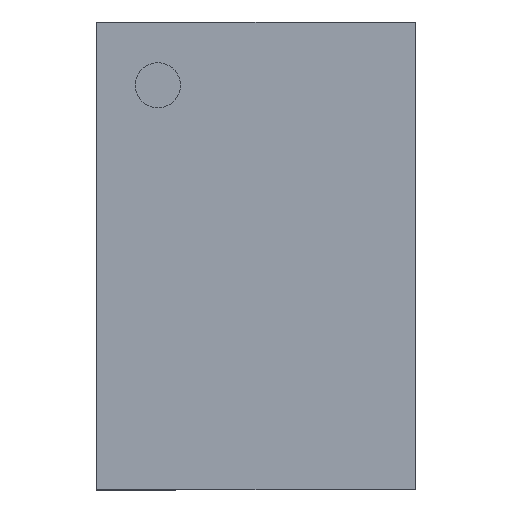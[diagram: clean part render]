
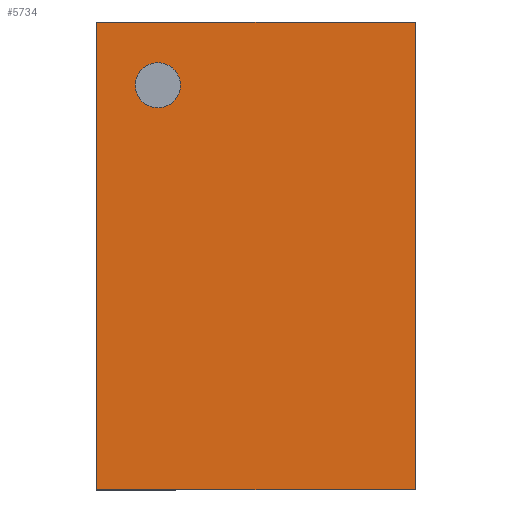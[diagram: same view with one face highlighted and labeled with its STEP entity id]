
A CAD part, top view. The second image highlights one B-rep face of the part: STEP entity #5734.
In plain terms, the highlighted planar face has unit normal (0, 0, 1).
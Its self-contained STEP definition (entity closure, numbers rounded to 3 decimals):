
#137 = VERTEX_POINT ( 'NONE', #11806 ) ;
#192 = EDGE_LOOP ( 'NONE', ( #7373, #644 ) ) ;
#212 = VERTEX_POINT ( 'NONE', #2805 ) ;
#333 = EDGE_CURVE ( 'NONE', #7546, #10728, #10759, .T. ) ;
#644 = ORIENTED_EDGE ( 'NONE', *, *, #1479, .F. ) ;
#704 = DIRECTION ( 'NONE',  ( 1., 0., 0. ) ) ;
#1479 = EDGE_CURVE ( 'NONE', #212, #2932, #4970, .T. ) ;
#2317 = ORIENTED_EDGE ( 'NONE', *, *, #4219, .T. ) ;
#2410 = DIRECTION ( 'NONE',  ( 0., 0., 1. ) ) ;
#2603 = DIRECTION ( 'NONE',  ( 0., -1., 0. ) ) ;
#2678 = LINE ( 'NONE', #11924, #11256 ) ;
#2721 = EDGE_CURVE ( 'NONE', #3482, #7546, #3444, .T. ) ;
#2805 = CARTESIAN_POINT ( 'NONE',  ( -0.283, 0.4, 0.401 ) ) ;
#2882 = CARTESIAN_POINT ( 'NONE',  ( 0.372, 0.548, 0.401 ) ) ;
#2932 = VERTEX_POINT ( 'NONE', #10669 ) ;
#2937 = ORIENTED_EDGE ( 'NONE', *, *, #2721, .T. ) ;
#3224 = AXIS2_PLACEMENT_3D ( 'NONE', #11713, #2410, #704 ) ;
#3263 = FACE_BOUND ( 'NONE', #192, .T. ) ;
#3444 = LINE ( 'NONE', #9019, #8941 ) ;
#3482 = VERTEX_POINT ( 'NONE', #2882 ) ;
#4219 = EDGE_CURVE ( 'NONE', #10728, #137, #2678, .T. ) ;
#4894 = ORIENTED_EDGE ( 'NONE', *, *, #9270, .T. ) ;
#4970 = CIRCLE ( 'NONE', #7871, 0.053 ) ;
#4990 = VECTOR ( 'NONE', #2603, 1000. ) ;
#5014 = CARTESIAN_POINT ( 'NONE',  ( -0.23, 0.4, 0.401 ) ) ;
#5378 = LINE ( 'NONE', #11896, #8891 ) ;
#5414 = CARTESIAN_POINT ( 'NONE',  ( -0.373, -0.547, 0.401 ) ) ;
#5734 = ADVANCED_FACE ( 'NONE', ( #3263, #10547 ), #6890, .T. ) ;
#6205 = DIRECTION ( 'NONE',  ( 1., 0., 0. ) ) ;
#6725 = CARTESIAN_POINT ( 'NONE',  ( -0.373, 0.547, 0.401 ) ) ;
#6890 = PLANE ( 'NONE',  #7138 ) ;
#6912 = DIRECTION ( 'NONE',  ( 1., 0., 0. ) ) ;
#7138 = AXIS2_PLACEMENT_3D ( 'NONE', #10104, #7289, #9067 ) ;
#7154 = CIRCLE ( 'NONE', #3224, 0.053 ) ;
#7289 = DIRECTION ( 'NONE',  ( 0., 0., 1. ) ) ;
#7305 = DIRECTION ( 'NONE',  ( -1., 0., 0. ) ) ;
#7373 = ORIENTED_EDGE ( 'NONE', *, *, #9299, .F. ) ;
#7546 = VERTEX_POINT ( 'NONE', #6725 ) ;
#7871 = AXIS2_PLACEMENT_3D ( 'NONE', #5014, #10050, #6912 ) ;
#7981 = DIRECTION ( 'NONE',  ( 0., 1., 0. ) ) ;
#8552 = ORIENTED_EDGE ( 'NONE', *, *, #333, .T. ) ;
#8891 = VECTOR ( 'NONE', #7981, 1000. ) ;
#8941 = VECTOR ( 'NONE', #7305, 1000. ) ;
#9019 = CARTESIAN_POINT ( 'NONE',  ( 0.372, 0.548, 0.401 ) ) ;
#9067 = DIRECTION ( 'NONE',  ( 1., 0., 0. ) ) ;
#9107 = CARTESIAN_POINT ( 'NONE',  ( -0.373, 0.547, 0.401 ) ) ;
#9270 = EDGE_CURVE ( 'NONE', #137, #3482, #5378, .T. ) ;
#9299 = EDGE_CURVE ( 'NONE', #2932, #212, #7154, .T. ) ;
#9733 = EDGE_LOOP ( 'NONE', ( #2937, #8552, #2317, #4894 ) ) ;
#10050 = DIRECTION ( 'NONE',  ( 0., 0., 1. ) ) ;
#10104 = CARTESIAN_POINT ( 'NONE',  ( 0., 0., 0.401 ) ) ;
#10547 = FACE_OUTER_BOUND ( 'NONE', #9733, .T. ) ;
#10669 = CARTESIAN_POINT ( 'NONE',  ( -0.177, 0.4, 0.401 ) ) ;
#10728 = VERTEX_POINT ( 'NONE', #5414 ) ;
#10759 = LINE ( 'NONE', #9107, #4990 ) ;
#11256 = VECTOR ( 'NONE', #6205, 1000. ) ;
#11713 = CARTESIAN_POINT ( 'NONE',  ( -0.23, 0.4, 0.401 ) ) ;
#11806 = CARTESIAN_POINT ( 'NONE',  ( 0.372, -0.547, 0.401 ) ) ;
#11896 = CARTESIAN_POINT ( 'NONE',  ( 0.372, -0.547, 0.401 ) ) ;
#11924 = CARTESIAN_POINT ( 'NONE',  ( -0.373, -0.547, 0.401 ) ) ;
